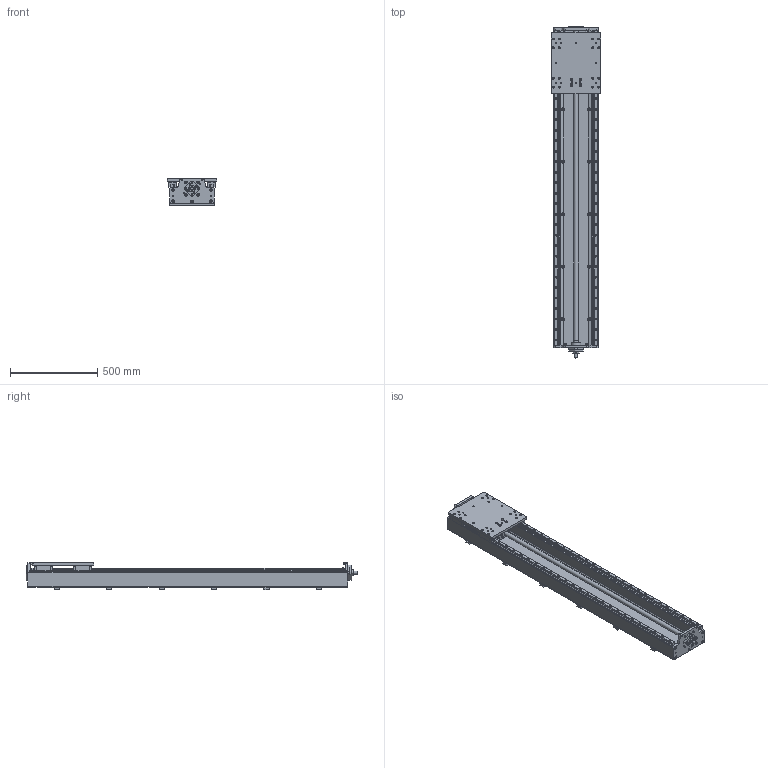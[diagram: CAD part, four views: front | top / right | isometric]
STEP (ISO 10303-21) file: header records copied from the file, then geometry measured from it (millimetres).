
FILE_DESCRIPTION((''),'2;1');
FILE_NAME('KK-HD-285-25-25XX-1800.stp','2009-03-22T20:04:39',('kurt'),(''),'Autodesk Inventor 2008','Autodesk Inventor 2008','');
FILE_SCHEMA(('AUTOMOTIVE_DESIGN { 1 0 10303 214 1 1 1 1 }'));
Length unit declared in the file: millimetre
Products named in the file (1): Part253
Bounding box: 285 x 1899 x 155 mm (x, y, z)
Volume: 23855007.5 mm3; surface area: 2375625.4 mm2
Topology: 23 solids, 23 shells, 2602 faces, 6822 edges, 4480 vertices
Faces by surface type: plane 1618, cylinder 569, bspline 247, cone 152, torus 16
Full cylindrical faces by diameter (mm): 2.459 x4, 3 x4, 3.5 x4, 3.6 x1, 4 x1, 4.917 x75, 5.5 x4, 6 x30, 6.6 x30, 6.647 x14, 7 x60, 8 x4, 8.376 x8, 9 x18, 10 x4, 10.106 x12, 11 x88, 15 x18, 17 x1, 18 x12, 19 x1, 20 x4, 23 x1, 25 x3, 26 x1, 28.64 x4, 29.082 x2, 37 x2, 38 x1, 38.36 x4
Entity records: 83833 total; most frequent: CARTESIAN_POINT 20477, ORIENTED_EDGE 12196, DIRECTION 11544, EDGE_CURVE 6098, VERTEX_POINT 4316, VECTOR 4268, LINE 4268, AXIS2_PLACEMENT_3D 3638
